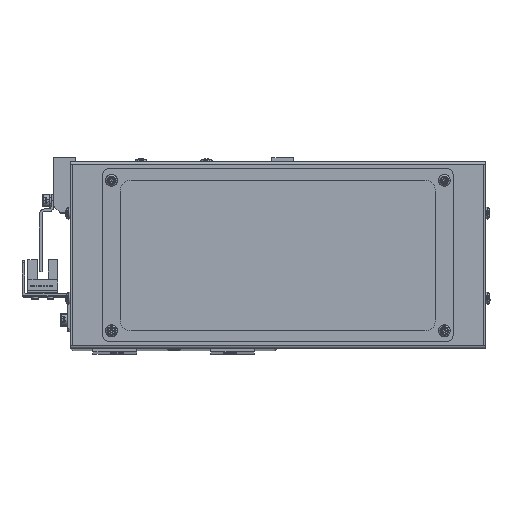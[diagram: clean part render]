
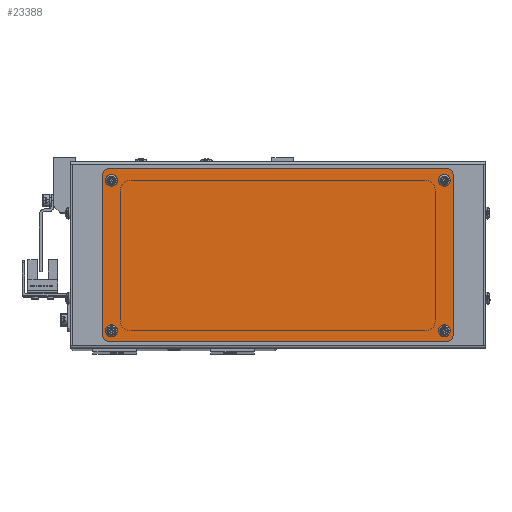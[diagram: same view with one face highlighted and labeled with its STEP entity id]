
A CAD part, top view. The second image highlights one B-rep face of the part: STEP entity #23388.
In plain terms, the highlighted face is planar.
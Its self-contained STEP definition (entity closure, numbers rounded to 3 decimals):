
#247 = ORIENTED_EDGE ( 'NONE', *, *, #44844, .T. ) ;
#301 = CARTESIAN_POINT ( 'NONE',  ( 80.25, -36.75, 0. ) ) ;
#1020 = AXIS2_PLACEMENT_3D ( 'NONE', #4325, #42122, #9780 ) ;
#1884 = EDGE_CURVE ( 'NONE', #55273, #11328, #58355, .T. ) ;
#2368 = VERTEX_POINT ( 'NONE', #29573 ) ;
#2956 = CARTESIAN_POINT ( 'NONE',  ( -76.25, -34.75, 0. ) ) ;
#3030 = AXIS2_PLACEMENT_3D ( 'NONE', #39780, #7381, #45100 ) ;
#3964 = EDGE_LOOP ( 'NONE', ( #247, #48240 ) ) ;
#4325 = CARTESIAN_POINT ( 'NONE',  ( 77.25, 36.75, 0. ) ) ;
#4407 = CARTESIAN_POINT ( 'NONE',  ( -77.25, -39.75, 0. ) ) ;
#5351 = DIRECTION ( 'NONE',  ( 1., 0., 0. ) ) ;
#6187 = DIRECTION ( 'NONE',  ( 0., 0., 1. ) ) ;
#6521 = CARTESIAN_POINT ( 'NONE',  ( -80.25, -36.75, 0. ) ) ;
#6769 = DIRECTION ( 'NONE',  ( 0., -1., 0. ) ) ;
#6972 = CIRCLE ( 'NONE', #34667, 3. ) ;
#7081 = VECTOR ( 'NONE', #29626, 1000. ) ;
#7351 = EDGE_CURVE ( 'NONE', #30120, #47585, #46994, .T. ) ;
#7363 = CARTESIAN_POINT ( 'NONE',  ( -76.25, 34.25, 0. ) ) ;
#7381 = DIRECTION ( 'NONE',  ( 0., 0., 1. ) ) ;
#7990 = ORIENTED_EDGE ( 'NONE', *, *, #38633, .T. ) ;
#8402 = DIRECTION ( 'NONE',  ( 1., 0., 0. ) ) ;
#8454 = DIRECTION ( 'NONE',  ( 1., 0., 0. ) ) ;
#8530 = DIRECTION ( 'NONE',  ( 0., 0., 1. ) ) ;
#8543 = CARTESIAN_POINT ( 'NONE',  ( 76.25, 34.25, 0. ) ) ;
#8777 = AXIS2_PLACEMENT_3D ( 'NONE', #27806, #6187, #43959 ) ;
#9780 = DIRECTION ( 'NONE',  ( 1., 0., 0. ) ) ;
#10200 = DIRECTION ( 'NONE',  ( 0., 0., 1. ) ) ;
#10745 = CARTESIAN_POINT ( 'NONE',  ( -80.25, -36.75, 0. ) ) ;
#11328 = VERTEX_POINT ( 'NONE', #16597 ) ;
#11409 = EDGE_CURVE ( 'NONE', #59057, #25311, #57107, .T. ) ;
#12844 = DIRECTION ( 'NONE',  ( 1., 0., 0. ) ) ;
#13111 = CARTESIAN_POINT ( 'NONE',  ( -76.25, -34.75, 0. ) ) ;
#13130 = FACE_BOUND ( 'NONE', #26748, .T. ) ;
#13579 = CARTESIAN_POINT ( 'NONE',  ( 77.25, -36.75, 0. ) ) ;
#13806 = CARTESIAN_POINT ( 'NONE',  ( 76.25, -34.75, 0. ) ) ;
#13831 = CARTESIAN_POINT ( 'NONE',  ( 77.25, 39.75, 0. ) ) ;
#14300 = CIRCLE ( 'NONE', #3030, 1.7 ) ;
#14788 = CARTESIAN_POINT ( 'NONE',  ( 77.95, -34.75, 0. ) ) ;
#15446 = CARTESIAN_POINT ( 'NONE',  ( -74.55, -34.75, 0. ) ) ;
#15856 = EDGE_LOOP ( 'NONE', ( #50327, #21895, #29637, #67905, #59462, #53599, #43339, #43681 ) ) ;
#16597 = CARTESIAN_POINT ( 'NONE',  ( -77.25, 39.75, 0. ) ) ;
#17018 = CARTESIAN_POINT ( 'NONE',  ( -76.25, 34.25, 0. ) ) ;
#17202 = LINE ( 'NONE', #64822, #31620 ) ;
#17371 = DIRECTION ( 'NONE',  ( 1., 0., 0. ) ) ;
#17756 = EDGE_CURVE ( 'NONE', #21042, #62284, #64330, .T. ) ;
#17893 = VERTEX_POINT ( 'NONE', #301 ) ;
#18355 = AXIS2_PLACEMENT_3D ( 'NONE', #8543, #8530, #8454 ) ;
#19030 = DIRECTION ( 'NONE',  ( 1., 0., 0. ) ) ;
#19246 = DIRECTION ( 'NONE',  ( 1., 0., 0. ) ) ;
#21042 = VERTEX_POINT ( 'NONE', #39010 ) ;
#21177 = AXIS2_PLACEMENT_3D ( 'NONE', #29312, #66009, #34707 ) ;
#21212 = CIRCLE ( 'NONE', #22051, 3. ) ;
#21409 = ORIENTED_EDGE ( 'NONE', *, *, #11409, .T. ) ;
#21895 = ORIENTED_EDGE ( 'NONE', *, *, #1884, .F. ) ;
#22051 = AXIS2_PLACEMENT_3D ( 'NONE', #13579, #51108, #19030 ) ;
#22384 = ORIENTED_EDGE ( 'NONE', *, *, #47901, .T. ) ;
#22495 = DIRECTION ( 'NONE',  ( 1., 0., 0. ) ) ;
#23388 = ADVANCED_FACE ( 'NONE', ( #27562, #41830, #55787, #13130, #67789 ), #64578, .F. ) ;
#23521 = CARTESIAN_POINT ( 'NONE',  ( 77.95, 34.25, 0. ) ) ;
#25063 = EDGE_CURVE ( 'NONE', #62284, #40712, #61699, .T. ) ;
#25311 = VERTEX_POINT ( 'NONE', #57715 ) ;
#26748 = EDGE_LOOP ( 'NONE', ( #62201, #22384 ) ) ;
#27562 = FACE_BOUND ( 'NONE', #30399, .T. ) ;
#27806 = CARTESIAN_POINT ( 'NONE',  ( -77.25, 36.75, 0. ) ) ;
#27847 = VERTEX_POINT ( 'NONE', #59186 ) ;
#28681 = EDGE_CURVE ( 'NONE', #40712, #59549, #17202, .T. ) ;
#29312 = CARTESIAN_POINT ( 'NONE',  ( -77.25, -36.75, 0. ) ) ;
#29573 = CARTESIAN_POINT ( 'NONE',  ( -74.55, 34.25, 0. ) ) ;
#29626 = DIRECTION ( 'NONE',  ( 0., 1., 0. ) ) ;
#29637 = ORIENTED_EDGE ( 'NONE', *, *, #67346, .F. ) ;
#30120 = VERTEX_POINT ( 'NONE', #41445 ) ;
#30399 = EDGE_LOOP ( 'NONE', ( #7990, #21409 ) ) ;
#31210 = CIRCLE ( 'NONE', #42861, 1.7 ) ;
#31620 = VECTOR ( 'NONE', #17371, 1000. ) ;
#32819 = CIRCLE ( 'NONE', #48626, 1.7 ) ;
#32863 = AXIS2_PLACEMENT_3D ( 'NONE', #2956, #40780, #8402 ) ;
#34667 = AXIS2_PLACEMENT_3D ( 'NONE', #68904, #37785, #5351 ) ;
#34707 = DIRECTION ( 'NONE',  ( 1., 0., 0. ) ) ;
#36582 = VECTOR ( 'NONE', #6769, 1000. ) ;
#37785 = DIRECTION ( 'NONE',  ( 0., 0., 1. ) ) ;
#38633 = EDGE_CURVE ( 'NONE', #25311, #59057, #68434, .T. ) ;
#39010 = CARTESIAN_POINT ( 'NONE',  ( -80.25, 36.75, 0. ) ) ;
#39780 = CARTESIAN_POINT ( 'NONE',  ( 76.25, -34.75, 0. ) ) ;
#39905 = AXIS2_PLACEMENT_3D ( 'NONE', #42525, #10200, #47825 ) ;
#40712 = VERTEX_POINT ( 'NONE', #4407 ) ;
#40780 = DIRECTION ( 'NONE',  ( 0., 0., 1. ) ) ;
#41170 = EDGE_LOOP ( 'NONE', ( #51452, #42585 ) ) ;
#41445 = CARTESIAN_POINT ( 'NONE',  ( 74.55, 34.25, 0. ) ) ;
#41718 = EDGE_CURVE ( 'NONE', #11328, #21042, #6972, .T. ) ;
#41830 = FACE_BOUND ( 'NONE', #3964, .T. ) ;
#42122 = DIRECTION ( 'NONE',  ( 0., 0., 1. ) ) ;
#42353 = CARTESIAN_POINT ( 'NONE',  ( -77.95, 34.25, 0. ) ) ;
#42525 = CARTESIAN_POINT ( 'NONE',  ( 76.25, 34.25, 0. ) ) ;
#42585 = ORIENTED_EDGE ( 'NONE', *, *, #44351, .T. ) ;
#42861 = AXIS2_PLACEMENT_3D ( 'NONE', #13806, #51314, #19246 ) ;
#43339 = ORIENTED_EDGE ( 'NONE', *, *, #25063, .F. ) ;
#43681 = ORIENTED_EDGE ( 'NONE', *, *, #17756, .F. ) ;
#43959 = DIRECTION ( 'NONE',  ( 1., 0., 0. ) ) ;
#44351 = EDGE_CURVE ( 'NONE', #52007, #45821, #14300, .T. ) ;
#44445 = EDGE_CURVE ( 'NONE', #45821, #52007, #31210, .T. ) ;
#44844 = EDGE_CURVE ( 'NONE', #49136, #2368, #32819, .T. ) ;
#45080 = DIRECTION ( 'NONE',  ( 0., 0., 1. ) ) ;
#45100 = DIRECTION ( 'NONE',  ( 1., 0., 0. ) ) ;
#45115 = AXIS2_PLACEMENT_3D ( 'NONE', #13111, #51943, #51878 ) ;
#45262 = EDGE_CURVE ( 'NONE', #2368, #49136, #62345, .T. ) ;
#45821 = VERTEX_POINT ( 'NONE', #64200 ) ;
#46114 = VECTOR ( 'NONE', #50441, 1000. ) ;
#46994 = CIRCLE ( 'NONE', #18355, 1.7 ) ;
#47585 = VERTEX_POINT ( 'NONE', #23521 ) ;
#47825 = DIRECTION ( 'NONE',  ( 1., 0., 0. ) ) ;
#47901 = EDGE_CURVE ( 'NONE', #47585, #30120, #60127, .T. ) ;
#48240 = ORIENTED_EDGE ( 'NONE', *, *, #45262, .T. ) ;
#48626 = AXIS2_PLACEMENT_3D ( 'NONE', #7363, #45080, #12844 ) ;
#49136 = VERTEX_POINT ( 'NONE', #42353 ) ;
#50013 = LINE ( 'NONE', #55790, #7081 ) ;
#50327 = ORIENTED_EDGE ( 'NONE', *, *, #41718, .F. ) ;
#50432 = CARTESIAN_POINT ( 'NONE',  ( -77.25, 39.75, 0. ) ) ;
#50441 = DIRECTION ( 'NONE',  ( -1., 0., 0. ) ) ;
#51108 = DIRECTION ( 'NONE',  ( 0., 0., 1. ) ) ;
#51314 = DIRECTION ( 'NONE',  ( 0., 0., 1. ) ) ;
#51452 = ORIENTED_EDGE ( 'NONE', *, *, #44445, .T. ) ;
#51878 = DIRECTION ( 'NONE',  ( 1., 0., 0. ) ) ;
#51916 = CARTESIAN_POINT ( 'NONE',  ( 77.25, -39.75, 0. ) ) ;
#51943 = DIRECTION ( 'NONE',  ( 0., 0., 1. ) ) ;
#52007 = VERTEX_POINT ( 'NONE', #14788 ) ;
#53599 = ORIENTED_EDGE ( 'NONE', *, *, #28681, .F. ) ;
#54451 = DIRECTION ( 'NONE',  ( 0., 0., 1. ) ) ;
#55273 = VERTEX_POINT ( 'NONE', #13831 ) ;
#55787 = FACE_OUTER_BOUND ( 'NONE', #15856, .T. ) ;
#55790 = CARTESIAN_POINT ( 'NONE',  ( 80.25, 36.75, 0. ) ) ;
#57107 = CIRCLE ( 'NONE', #45115, 1.7 ) ;
#57715 = CARTESIAN_POINT ( 'NONE',  ( -77.95, -34.75, 0. ) ) ;
#58355 = LINE ( 'NONE', #50432, #46114 ) ;
#59057 = VERTEX_POINT ( 'NONE', #15446 ) ;
#59186 = CARTESIAN_POINT ( 'NONE',  ( 80.25, 36.75, 0. ) ) ;
#59462 = ORIENTED_EDGE ( 'NONE', *, *, #60500, .F. ) ;
#59549 = VERTEX_POINT ( 'NONE', #51916 ) ;
#60127 = CIRCLE ( 'NONE', #39905, 1.7 ) ;
#60500 = EDGE_CURVE ( 'NONE', #59549, #17893, #21212, .T. ) ;
#61699 = CIRCLE ( 'NONE', #21177, 3. ) ;
#62201 = ORIENTED_EDGE ( 'NONE', *, *, #7351, .T. ) ;
#62225 = CIRCLE ( 'NONE', #1020, 3. ) ;
#62284 = VERTEX_POINT ( 'NONE', #10745 ) ;
#62345 = CIRCLE ( 'NONE', #63345, 1.7 ) ;
#63345 = AXIS2_PLACEMENT_3D ( 'NONE', #17018, #54451, #22495 ) ;
#63906 = EDGE_CURVE ( 'NONE', #17893, #27847, #50013, .T. ) ;
#64200 = CARTESIAN_POINT ( 'NONE',  ( 74.55, -34.75, 0. ) ) ;
#64330 = LINE ( 'NONE', #6521, #36582 ) ;
#64578 = PLANE ( 'NONE',  #8777 ) ;
#64822 = CARTESIAN_POINT ( 'NONE',  ( 77.25, -39.75, 0. ) ) ;
#66009 = DIRECTION ( 'NONE',  ( 0., 0., 1. ) ) ;
#67346 = EDGE_CURVE ( 'NONE', #27847, #55273, #62225, .T. ) ;
#67789 = FACE_BOUND ( 'NONE', #41170, .T. ) ;
#67905 = ORIENTED_EDGE ( 'NONE', *, *, #63906, .F. ) ;
#68434 = CIRCLE ( 'NONE', #32863, 1.7 ) ;
#68904 = CARTESIAN_POINT ( 'NONE',  ( -77.25, 36.75, 0. ) ) ;
